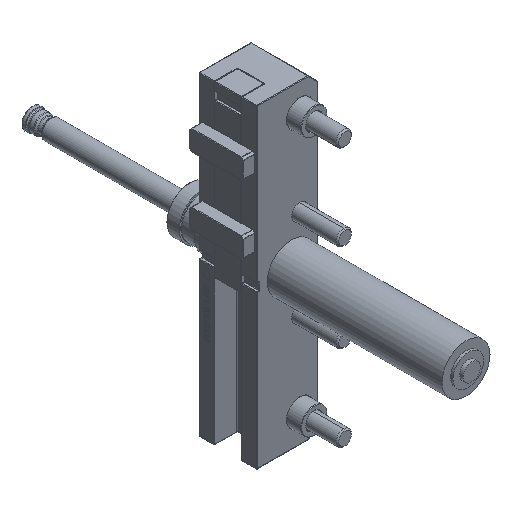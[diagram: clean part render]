
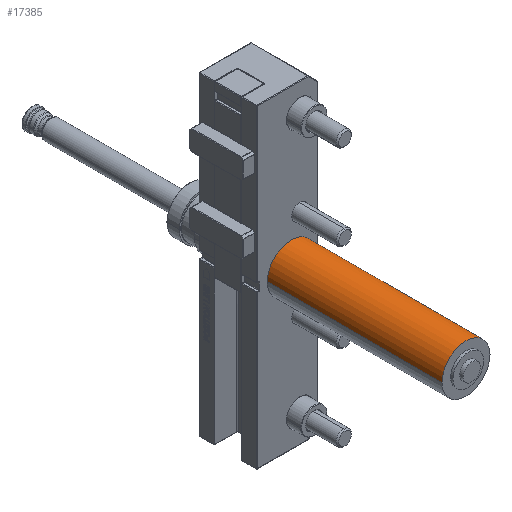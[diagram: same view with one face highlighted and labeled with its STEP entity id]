
A CAD part, isometric view. The second image highlights one B-rep face of the part: STEP entity #17385.
In plain terms, the highlighted cylindrical face has radius 12.5 mm (diameter 25 mm), a partial arc.
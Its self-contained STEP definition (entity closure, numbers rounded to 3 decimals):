
#623 = CARTESIAN_POINT ( 'NONE',  ( -14.5, 125.055, 0. ) ) ;
#1761 = CARTESIAN_POINT ( 'NONE',  ( -2., 0., 0. ) ) ;
#1770 = ORIENTED_EDGE ( 'NONE', *, *, #7382, .T. ) ;
#2402 = CARTESIAN_POINT ( 'NONE',  ( -2., 125.055, 0. ) ) ;
#2480 = LINE ( 'NONE', #623, #20332 ) ;
#2651 = VERTEX_POINT ( 'NONE', #21557 ) ;
#2662 = CYLINDRICAL_SURFACE ( 'NONE', #8194, 12.5 ) ;
#2738 = EDGE_CURVE ( 'NONE', #17519, #12285, #12975, .T. ) ;
#2786 = DIRECTION ( 'NONE',  ( 0., 1., 0. ) ) ;
#4859 = ORIENTED_EDGE ( 'NONE', *, *, #16412, .F. ) ;
#5045 = ORIENTED_EDGE ( 'NONE', *, *, #18593, .T. ) ;
#5130 = DIRECTION ( 'NONE',  ( 0., -1., 0. ) ) ;
#5699 = DIRECTION ( 'NONE',  ( -1., 0., 0. ) ) ;
#7382 = EDGE_CURVE ( 'NONE', #13298, #17519, #2480, .T. ) ;
#8194 = AXIS2_PLACEMENT_3D ( 'NONE', #2402, #2786, #10305 ) ;
#8774 = CARTESIAN_POINT ( 'NONE',  ( -14.5, -91., 0. ) ) ;
#9991 = DIRECTION ( 'NONE',  ( 0., 1., 0. ) ) ;
#10305 = DIRECTION ( 'NONE',  ( -1., 0., 0. ) ) ;
#11266 = DIRECTION ( 'NONE',  ( 0., 1., 0. ) ) ;
#11495 = EDGE_LOOP ( 'NONE', ( #4859, #5045, #1770, #13168 ) ) ;
#11785 = FACE_OUTER_BOUND ( 'NONE', #11495, .T. ) ;
#12285 = VERTEX_POINT ( 'NONE', #20748 ) ;
#12975 = CIRCLE ( 'NONE', #18525, 12.5 ) ;
#13168 = ORIENTED_EDGE ( 'NONE', *, *, #2738, .T. ) ;
#13298 = VERTEX_POINT ( 'NONE', #8774 ) ;
#14457 = CARTESIAN_POINT ( 'NONE',  ( 10.5, 125.055, 0. ) ) ;
#16202 = DIRECTION ( 'NONE',  ( 0., 1., 0. ) ) ;
#16412 = EDGE_CURVE ( 'NONE', #2651, #12285, #17823, .T. ) ;
#16569 = CIRCLE ( 'NONE', #18928, 12.5 ) ;
#16958 = CARTESIAN_POINT ( 'NONE',  ( -14.5, 0., 0. ) ) ;
#17385 = ADVANCED_FACE ( 'NONE', ( #11785 ), #2662, .T. ) ;
#17519 = VERTEX_POINT ( 'NONE', #16958 ) ;
#17823 = LINE ( 'NONE', #14457, #21293 ) ;
#18525 = AXIS2_PLACEMENT_3D ( 'NONE', #1761, #5130, #18582 ) ;
#18582 = DIRECTION ( 'NONE',  ( 0., 0., -1. ) ) ;
#18593 = EDGE_CURVE ( 'NONE', #2651, #13298, #16569, .T. ) ;
#18684 = CARTESIAN_POINT ( 'NONE',  ( -2., -91., 0. ) ) ;
#18928 = AXIS2_PLACEMENT_3D ( 'NONE', #18684, #11266, #5699 ) ;
#20332 = VECTOR ( 'NONE', #9991, 1000. ) ;
#20748 = CARTESIAN_POINT ( 'NONE',  ( 10.5, 0., 0. ) ) ;
#21293 = VECTOR ( 'NONE', #16202, 1000. ) ;
#21557 = CARTESIAN_POINT ( 'NONE',  ( 10.5, -91., 0. ) ) ;
